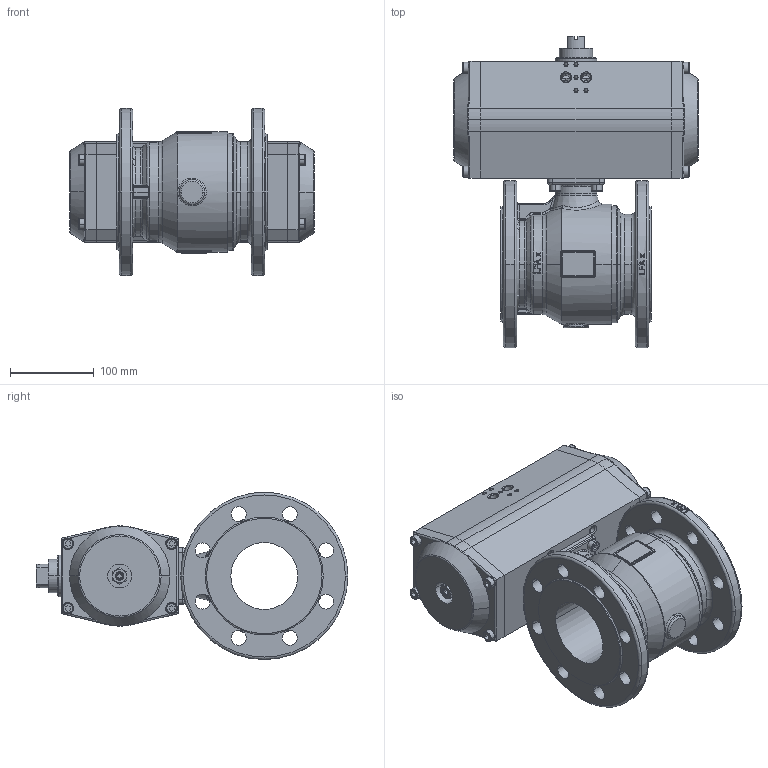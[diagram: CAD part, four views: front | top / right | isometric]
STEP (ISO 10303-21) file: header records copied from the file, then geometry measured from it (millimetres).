
FILE_DESCRIPTION(('STEP AP214'),'1');
FILE_NAME('valve_akp75-80-16-b-gte110-8f.stp','2018-06-18T09:50:43',('TraceParts'),('TraceParts S.A.'),'Spatial InterOp 3D',' ',' ');
FILE_SCHEMA(('automotive_design'));
Length unit declared in the file: millimetre
Products named in the file (27): valve_akp75-80-16-b-gte110-8f_1; valve_akp75-80-16-b-gte110-8f_2; valve_akp75-80-16-b-gte110-8f_3; valve_akp75-80-16-b-gte110-8f_4; valve_akp75-80-16-b-gte110-8f_5; valve_akp75-80-16-b-gte110-8f_6; valve_akp75-80-16-b-gte110-8f_7; valve_akp75-80-16-b-gte110-8f_8; valve_akp75-80-16-b-gte110-8f_9; valve_akp75-80-16-b-gte110-8f_10; valve_akp75-80-16-b-gte110-8f_11; valve_akp75-80-16-b-gte110-8f_12; valve_akp75-80-16-b-gte110-8f_13; valve_akp75-80-16-b-gte110-8f_14; valve_akp75-80-16-b-gte110-8f_15; valve_akp75-80-16-b-gte110-8f_16; valve_akp75-80-16-b-gte110-8f_17; valve_akp75-80-16-b-gte110-8f_18; valve_akp75-80-16-b-gte110-8f_19; valve_akp75-80-16-b-gte110-8f_20; valve_akp75-80-16-b-gte110-8f_21; valve_akp75-80-16-b-gte110-8f_22; valve_akp75-80-16-b-gte110-8f_23; valve_akp75-80-16-b-gte110-8f_24; valve_akp75-80-16-b-gte110-8f_25; valve_akp75-80-16-b-gte110-8f_26; valve_akp75-80-16-b-gte110-8f_27
Bounding box: 292 x 373 x 200 mm (x, y, z)
Volume: 4472488.5 mm3; surface area: 642343 mm2
Topology: 27 solids, 27 shells, 1569 faces, 3994 edges, 2525 vertices
Faces by surface type: plane 504, cylinder 480, bspline 248, cone 207, torus 124, sphere 6
Entity records: 80501 total; most frequent: CARTESIAN_POINT 30271, ORIENTED_EDGE 7858, DIRECTION 7569, EDGE_CURVE 3929, AXIS2_PLACEMENT_3D 2957, VERTEX_POINT 2525, EDGE_LOOP 1782, LINE 1655
